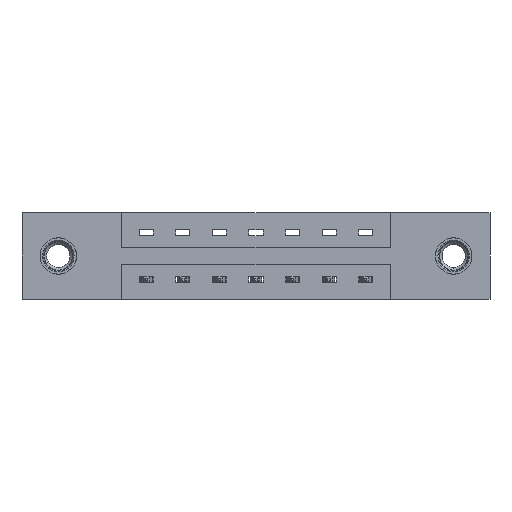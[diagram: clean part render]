
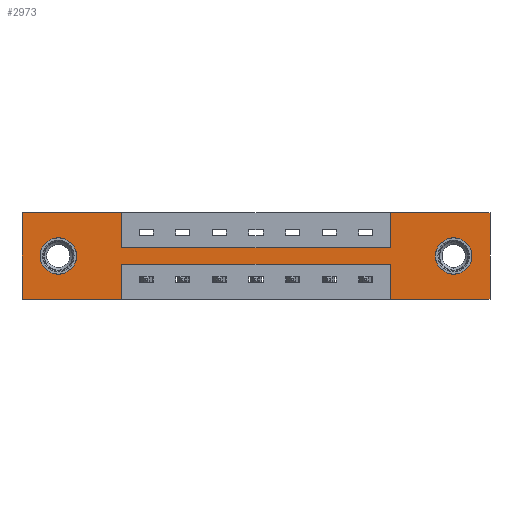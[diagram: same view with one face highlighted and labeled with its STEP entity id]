
A CAD part, front view. The second image highlights one B-rep face of the part: STEP entity #2973.
In plain terms, the highlighted planar face has unit normal (0, -1, 0).
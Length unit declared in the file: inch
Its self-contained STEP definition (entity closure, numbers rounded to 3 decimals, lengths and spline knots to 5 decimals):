
#300 = VECTOR ( 'NONE', #9942, 39.37008 ) ;
#450 = ORIENTED_EDGE ( 'NONE', *, *, #5839, .F. ) ;
#478 = EDGE_CURVE ( 'NONE', #10566, #3375, #3251, .T. ) ;
#560 = ORIENTED_EDGE ( 'NONE', *, *, #6917, .T. ) ;
#674 = CARTESIAN_POINT ( 'NONE',  ( 1.573, 0., 0. ) ) ;
#780 = ORIENTED_EDGE ( 'NONE', *, *, #7067, .F. ) ;
#815 = LINE ( 'NONE', #674, #4767 ) ;
#826 = DIRECTION ( 'NONE',  ( 0., 0., 1. ) ) ;
#866 = CARTESIAN_POINT ( 'NONE',  ( 0.425, 0., -0.37 ) ) ;
#934 = LINE ( 'NONE', #1914, #7147 ) ;
#963 = EDGE_CURVE ( 'NONE', #7771, #9043, #8820, .T. ) ;
#1151 = CARTESIAN_POINT ( 'NONE',  ( 0.425, 0., -0.37 ) ) ;
#1314 = CARTESIAN_POINT ( 'NONE',  ( 1.573, 0., -0.37 ) ) ;
#1330 = VERTEX_POINT ( 'NONE', #9302 ) ;
#1422 = VERTEX_POINT ( 'NONE', #2992 ) ;
#1431 = VERTEX_POINT ( 'NONE', #6236 ) ;
#1681 = VERTEX_POINT ( 'NONE', #8606 ) ;
#1775 = CIRCLE ( 'NONE', #5147, 0.078 ) ;
#1914 = CARTESIAN_POINT ( 'NONE',  ( 0., 0., 0. ) ) ;
#1950 = DIRECTION ( 'NONE',  ( 0., 0., 1. ) ) ;
#1963 = CARTESIAN_POINT ( 'NONE',  ( 1.843, 0., -0.185 ) ) ;
#1999 = CARTESIAN_POINT ( 'NONE',  ( 0.425, 0., -0.22 ) ) ;
#2015 = CARTESIAN_POINT ( 'NONE',  ( 0.425, 0., 0. ) ) ;
#2115 = VECTOR ( 'NONE', #9521, 39.37008 ) ;
#2245 = CIRCLE ( 'NONE', #4697, 0.078 ) ;
#2788 = AXIS2_PLACEMENT_3D ( 'NONE', #5880, #7573, #826 ) ;
#2841 = EDGE_CURVE ( 'NONE', #9043, #5942, #6010, .T. ) ;
#2906 = VERTEX_POINT ( 'NONE', #6775 ) ;
#2914 = CARTESIAN_POINT ( 'NONE',  ( 0., 0., 0. ) ) ;
#2945 = VERTEX_POINT ( 'NONE', #10101 ) ;
#2973 = ADVANCED_FACE ( 'NONE', ( #4404, #9716, #6405 ), #8420, .T. ) ;
#2992 = CARTESIAN_POINT ( 'NONE',  ( 1.843, 0., -0.263 ) ) ;
#3251 = LINE ( 'NONE', #10290, #5216 ) ;
#3267 = ORIENTED_EDGE ( 'NONE', *, *, #8636, .T. ) ;
#3294 = ORIENTED_EDGE ( 'NONE', *, *, #2841, .F. ) ;
#3368 = VECTOR ( 'NONE', #3599, 39.37008 ) ;
#3375 = VERTEX_POINT ( 'NONE', #9548 ) ;
#3448 = EDGE_LOOP ( 'NONE', ( #3719, #9928 ) ) ;
#3471 = DIRECTION ( 'NONE',  ( 0., 0., 1. ) ) ;
#3553 = CIRCLE ( 'NONE', #5640, 0.078 ) ;
#3599 = DIRECTION ( 'NONE',  ( 0., 0., -1. ) ) ;
#3695 = DIRECTION ( 'NONE',  ( 0., 0., -1. ) ) ;
#3719 = ORIENTED_EDGE ( 'NONE', *, *, #6461, .T. ) ;
#3951 = LINE ( 'NONE', #4042, #6862 ) ;
#4042 = CARTESIAN_POINT ( 'NONE',  ( 0., 0., -0.37 ) ) ;
#4335 = LINE ( 'NONE', #7813, #2115 ) ;
#4404 = FACE_BOUND ( 'NONE', #3448, .T. ) ;
#4455 = VERTEX_POINT ( 'NONE', #10868 ) ;
#4468 = LINE ( 'NONE', #10559, #10773 ) ;
#4512 = LINE ( 'NONE', #1999, #7554 ) ;
#4620 = LINE ( 'NONE', #866, #7004 ) ;
#4697 = AXIS2_PLACEMENT_3D ( 'NONE', #7025, #7902, #3695 ) ;
#4767 = VECTOR ( 'NONE', #5833, 39.37008 ) ;
#4769 = ORIENTED_EDGE ( 'NONE', *, *, #7862, .F. ) ;
#4838 = DIRECTION ( 'NONE',  ( -1., 0., 0. ) ) ;
#4962 = ORIENTED_EDGE ( 'NONE', *, *, #478, .F. ) ;
#5028 = DIRECTION ( 'NONE',  ( 0., -1., 0. ) ) ;
#5102 = CARTESIAN_POINT ( 'NONE',  ( 0., 0., -0.37 ) ) ;
#5147 = AXIS2_PLACEMENT_3D ( 'NONE', #1963, #7071, #6920 ) ;
#5216 = VECTOR ( 'NONE', #3471, 39.37008 ) ;
#5236 = CARTESIAN_POINT ( 'NONE',  ( 0., 0., 0. ) ) ;
#5359 = ORIENTED_EDGE ( 'NONE', *, *, #8500, .F. ) ;
#5609 = CARTESIAN_POINT ( 'NONE',  ( 1.998, 0., 0. ) ) ;
#5640 = AXIS2_PLACEMENT_3D ( 'NONE', #8923, #7259, #9846 ) ;
#5814 = ORIENTED_EDGE ( 'NONE', *, *, #6952, .F. ) ;
#5833 = DIRECTION ( 'NONE',  ( 0., 0., 1. ) ) ;
#5839 = EDGE_CURVE ( 'NONE', #8974, #10566, #3951, .T. ) ;
#5880 = CARTESIAN_POINT ( 'NONE',  ( 0.155, 0., -0.185 ) ) ;
#5942 = VERTEX_POINT ( 'NONE', #10822 ) ;
#5993 = DIRECTION ( 'NONE',  ( 0., 0., -1. ) ) ;
#6010 = LINE ( 'NONE', #2015, #3368 ) ;
#6236 = CARTESIAN_POINT ( 'NONE',  ( 1.573, 0., 0. ) ) ;
#6356 = EDGE_CURVE ( 'NONE', #7318, #9713, #4620, .T. ) ;
#6405 = FACE_OUTER_BOUND ( 'NONE', #8676, .T. ) ;
#6461 = EDGE_CURVE ( 'NONE', #2906, #1422, #2245, .T. ) ;
#6492 = DIRECTION ( 'NONE',  ( 0., 0., -1. ) ) ;
#6775 = CARTESIAN_POINT ( 'NONE',  ( 1.843, 0., -0.107 ) ) ;
#6862 = VECTOR ( 'NONE', #9970, 39.37008 ) ;
#6917 = EDGE_CURVE ( 'NONE', #8805, #4455, #8471, .T. ) ;
#6920 = DIRECTION ( 'NONE',  ( 0., 0., -1. ) ) ;
#6952 = EDGE_CURVE ( 'NONE', #3375, #7318, #4512, .T. ) ;
#7004 = VECTOR ( 'NONE', #5993, 39.37008 ) ;
#7025 = CARTESIAN_POINT ( 'NONE',  ( 1.843, 0., -0.185 ) ) ;
#7067 = EDGE_CURVE ( 'NONE', #1431, #1681, #7680, .T. ) ;
#7071 = DIRECTION ( 'NONE',  ( 0., 1., 0. ) ) ;
#7147 = VECTOR ( 'NONE', #1950, 39.37008 ) ;
#7259 = DIRECTION ( 'NONE',  ( 0., 1., 0. ) ) ;
#7318 = VERTEX_POINT ( 'NONE', #9697 ) ;
#7503 = EDGE_CURVE ( 'NONE', #2945, #1431, #815, .T. ) ;
#7506 = DIRECTION ( 'NONE',  ( 0., 0., -1. ) ) ;
#7513 = CARTESIAN_POINT ( 'NONE',  ( 0.155, 0., -0.263 ) ) ;
#7554 = VECTOR ( 'NONE', #4838, 39.37008 ) ;
#7573 = DIRECTION ( 'NONE',  ( 0., 1., 0. ) ) ;
#7680 = LINE ( 'NONE', #10015, #300 ) ;
#7771 = VERTEX_POINT ( 'NONE', #5236 ) ;
#7813 = CARTESIAN_POINT ( 'NONE',  ( 0.425, 0., -0.15 ) ) ;
#7815 = ORIENTED_EDGE ( 'NONE', *, *, #6356, .F. ) ;
#7836 = ORIENTED_EDGE ( 'NONE', *, *, #8600, .F. ) ;
#7862 = EDGE_CURVE ( 'NONE', #1330, #7771, #934, .T. ) ;
#7877 = CARTESIAN_POINT ( 'NONE',  ( 0.425, 0., 0. ) ) ;
#7902 = DIRECTION ( 'NONE',  ( 0., 1., 0. ) ) ;
#7954 = DIRECTION ( 'NONE',  ( -1., 0., 0. ) ) ;
#8084 = EDGE_CURVE ( 'NONE', #1681, #8974, #10455, .T. ) ;
#8153 = VECTOR ( 'NONE', #9714, 39.37008 ) ;
#8420 = PLANE ( 'NONE',  #8488 ) ;
#8471 = CIRCLE ( 'NONE', #2788, 0.078 ) ;
#8488 = AXIS2_PLACEMENT_3D ( 'NONE', #5102, #5028, #7506 ) ;
#8500 = EDGE_CURVE ( 'NONE', #5942, #2945, #4335, .T. ) ;
#8580 = VECTOR ( 'NONE', #6492, 39.37008 ) ;
#8600 = EDGE_CURVE ( 'NONE', #9713, #1330, #4468, .T. ) ;
#8606 = CARTESIAN_POINT ( 'NONE',  ( 1.998, 0., 0. ) ) ;
#8636 = EDGE_CURVE ( 'NONE', #4455, #8805, #3553, .T. ) ;
#8676 = EDGE_LOOP ( 'NONE', ( #7815, #5814, #4962, #450, #10864, #780, #10774, #5359, #3294, #9541, #4769, #7836 ) ) ;
#8805 = VERTEX_POINT ( 'NONE', #7513 ) ;
#8820 = LINE ( 'NONE', #2914, #8153 ) ;
#8923 = CARTESIAN_POINT ( 'NONE',  ( 0.155, 0., -0.185 ) ) ;
#8974 = VERTEX_POINT ( 'NONE', #10295 ) ;
#9043 = VERTEX_POINT ( 'NONE', #7877 ) ;
#9302 = CARTESIAN_POINT ( 'NONE',  ( 0., 0., -0.37 ) ) ;
#9521 = DIRECTION ( 'NONE',  ( 1., 0., 0. ) ) ;
#9541 = ORIENTED_EDGE ( 'NONE', *, *, #963, .F. ) ;
#9548 = CARTESIAN_POINT ( 'NONE',  ( 1.573, 0., -0.22 ) ) ;
#9697 = CARTESIAN_POINT ( 'NONE',  ( 0.425, 0., -0.22 ) ) ;
#9713 = VERTEX_POINT ( 'NONE', #1151 ) ;
#9714 = DIRECTION ( 'NONE',  ( 1., 0., 0. ) ) ;
#9716 = FACE_BOUND ( 'NONE', #9856, .T. ) ;
#9846 = DIRECTION ( 'NONE',  ( 0., 0., 1. ) ) ;
#9856 = EDGE_LOOP ( 'NONE', ( #3267, #560 ) ) ;
#9928 = ORIENTED_EDGE ( 'NONE', *, *, #10924, .T. ) ;
#9942 = DIRECTION ( 'NONE',  ( 1., 0., 0. ) ) ;
#9970 = DIRECTION ( 'NONE',  ( -1., 0., 0. ) ) ;
#10015 = CARTESIAN_POINT ( 'NONE',  ( 0., 0., 0. ) ) ;
#10101 = CARTESIAN_POINT ( 'NONE',  ( 1.573, 0., -0.15 ) ) ;
#10290 = CARTESIAN_POINT ( 'NONE',  ( 1.573, 0., -0.37 ) ) ;
#10295 = CARTESIAN_POINT ( 'NONE',  ( 1.998, 0., -0.37 ) ) ;
#10455 = LINE ( 'NONE', #5609, #8580 ) ;
#10559 = CARTESIAN_POINT ( 'NONE',  ( 0., 0., -0.37 ) ) ;
#10566 = VERTEX_POINT ( 'NONE', #1314 ) ;
#10773 = VECTOR ( 'NONE', #7954, 39.37008 ) ;
#10774 = ORIENTED_EDGE ( 'NONE', *, *, #7503, .F. ) ;
#10822 = CARTESIAN_POINT ( 'NONE',  ( 0.425, 0., -0.15 ) ) ;
#10864 = ORIENTED_EDGE ( 'NONE', *, *, #8084, .F. ) ;
#10868 = CARTESIAN_POINT ( 'NONE',  ( 0.155, 0., -0.107 ) ) ;
#10924 = EDGE_CURVE ( 'NONE', #1422, #2906, #1775, .T. ) ;
